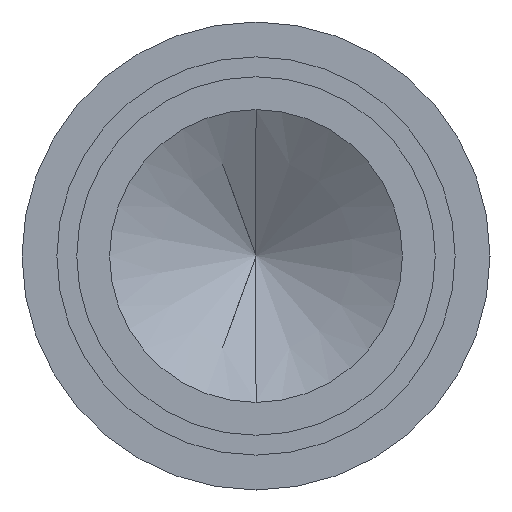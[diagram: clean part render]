
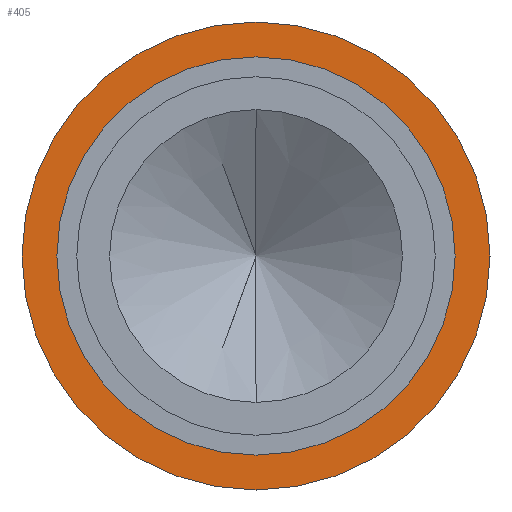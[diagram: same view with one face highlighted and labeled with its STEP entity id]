
A CAD part, front view. The second image highlights one B-rep face of the part: STEP entity #405.
In plain terms, the highlighted planar face has unit normal (0, -1, 0).
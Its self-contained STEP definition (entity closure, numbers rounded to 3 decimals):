
#38 = CARTESIAN_POINT ( 'NONE',  ( 0., -7.5, 0. ) ) ;
#52 = EDGE_LOOP ( 'NONE', ( #61, #746 ) ) ;
#60 = CARTESIAN_POINT ( 'NONE',  ( 0., -7.5, 0. ) ) ;
#61 = ORIENTED_EDGE ( 'NONE', *, *, #710, .F. ) ;
#72 = VERTEX_POINT ( 'NONE', #218 ) ;
#125 = AXIS2_PLACEMENT_3D ( 'NONE', #229, #434, #557 ) ;
#133 = EDGE_CURVE ( 'NONE', #537, #72, #729, .T. ) ;
#155 = VERTEX_POINT ( 'NONE', #754 ) ;
#165 = EDGE_CURVE ( 'NONE', #72, #537, #215, .T. ) ;
#182 = CIRCLE ( 'NONE', #125, 1. ) ;
#190 = AXIS2_PLACEMENT_3D ( 'NONE', #38, #694, #511 ) ;
#191 = DIRECTION ( 'NONE',  ( 0., -1., 0. ) ) ;
#215 = CIRCLE ( 'NONE', #726, 1.175 ) ;
#218 = CARTESIAN_POINT ( 'NONE',  ( 0., -7.5, -1.175 ) ) ;
#229 = CARTESIAN_POINT ( 'NONE',  ( 0., -7.5, 0. ) ) ;
#234 = DIRECTION ( 'NONE',  ( 0., -1., 0. ) ) ;
#253 = ORIENTED_EDGE ( 'NONE', *, *, #165, .T. ) ;
#294 = CARTESIAN_POINT ( 'NONE',  ( 0., -7.5, 1. ) ) ;
#305 = VERTEX_POINT ( 'NONE', #294 ) ;
#373 = CARTESIAN_POINT ( 'NONE',  ( 0., -7.5, 1.175 ) ) ;
#394 = DIRECTION ( 'NONE',  ( 0., 0., -1. ) ) ;
#405 = ADVANCED_FACE ( 'NONE', ( #661, #510 ), #564, .F. ) ;
#428 = DIRECTION ( 'NONE',  ( 0., 0., 1. ) ) ;
#431 = CARTESIAN_POINT ( 'NONE',  ( 0., -7.5, 0. ) ) ;
#434 = DIRECTION ( 'NONE',  ( 0., -1., 0. ) ) ;
#503 = DIRECTION ( 'NONE',  ( 0., 0., -1. ) ) ;
#510 = FACE_OUTER_BOUND ( 'NONE', #776, .T. ) ;
#511 = DIRECTION ( 'NONE',  ( 0., 0., -1. ) ) ;
#536 = AXIS2_PLACEMENT_3D ( 'NONE', #60, #191, #394 ) ;
#537 = VERTEX_POINT ( 'NONE', #373 ) ;
#557 = DIRECTION ( 'NONE',  ( 0., 0., -1. ) ) ;
#564 = PLANE ( 'NONE',  #829 ) ;
#628 = CARTESIAN_POINT ( 'NONE',  ( -1.175, -7.5, 0. ) ) ;
#661 = FACE_BOUND ( 'NONE', #52, .T. ) ;
#666 = ORIENTED_EDGE ( 'NONE', *, *, #133, .T. ) ;
#694 = DIRECTION ( 'NONE',  ( 0., -1., 0. ) ) ;
#710 = EDGE_CURVE ( 'NONE', #155, #305, #827, .T. ) ;
#726 = AXIS2_PLACEMENT_3D ( 'NONE', #431, #234, #503 ) ;
#729 = CIRCLE ( 'NONE', #190, 1.175 ) ;
#746 = ORIENTED_EDGE ( 'NONE', *, *, #788, .F. ) ;
#754 = CARTESIAN_POINT ( 'NONE',  ( 0., -7.5, -1. ) ) ;
#776 = EDGE_LOOP ( 'NONE', ( #253, #666 ) ) ;
#788 = EDGE_CURVE ( 'NONE', #305, #155, #182, .T. ) ;
#800 = DIRECTION ( 'NONE',  ( 0., 1., 0. ) ) ;
#827 = CIRCLE ( 'NONE', #536, 1. ) ;
#829 = AXIS2_PLACEMENT_3D ( 'NONE', #628, #800, #428 ) ;
